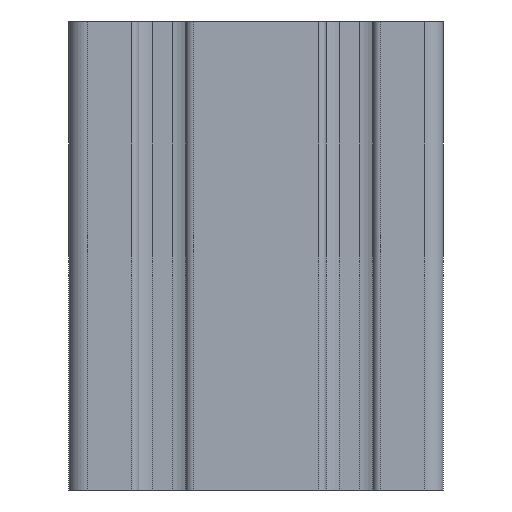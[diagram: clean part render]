
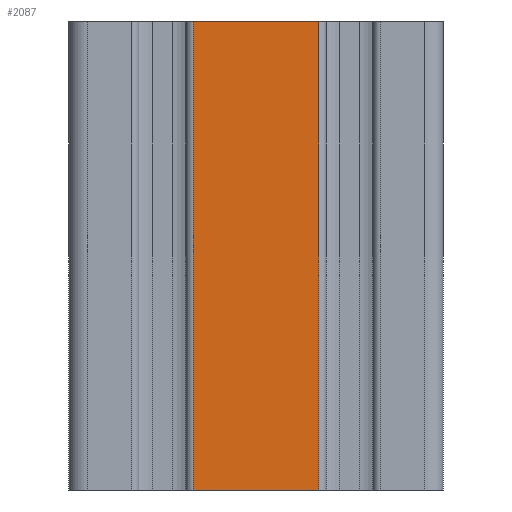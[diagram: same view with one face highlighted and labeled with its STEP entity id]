
A CAD part, left-side view. The second image highlights one B-rep face of the part: STEP entity #2087.
In plain terms, the highlighted planar face has unit normal (-1, 0, 0).
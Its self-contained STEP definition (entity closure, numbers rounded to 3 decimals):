
#23 = VECTOR ( 'NONE', #378, 1000. ) ;
#77 = EDGE_CURVE ( 'NONE', #1381, #4530, #8758, .T. ) ;
#371 = EDGE_CURVE ( 'NONE', #8428, #1381, #1419, .T. ) ;
#378 = DIRECTION ( 'NONE',  ( 0., 0., -1. ) ) ;
#748 = LINE ( 'NONE', #4847, #8585 ) ;
#957 = CARTESIAN_POINT ( 'NONE',  ( -30., 6.7, 25. ) ) ;
#1381 = VERTEX_POINT ( 'NONE', #4983 ) ;
#1419 = LINE ( 'NONE', #4219, #4283 ) ;
#1521 = AXIS2_PLACEMENT_3D ( 'NONE', #1747, #4512, #4654 ) ;
#1747 = CARTESIAN_POINT ( 'NONE',  ( -30., 6.7, 25. ) ) ;
#2087 = ADVANCED_FACE ( 'NONE', ( #5299 ), #8103, .F. ) ;
#2456 = ORIENTED_EDGE ( 'NONE', *, *, #8120, .T. ) ;
#2521 = CARTESIAN_POINT ( 'NONE',  ( -30., 6.7, -25. ) ) ;
#2801 = DIRECTION ( 'NONE',  ( 0., 0., -1. ) ) ;
#3036 = CARTESIAN_POINT ( 'NONE',  ( -30., -6.7, -25. ) ) ;
#3812 = LINE ( 'NONE', #2521, #4635 ) ;
#3916 = CARTESIAN_POINT ( 'NONE',  ( -30., -6.7, 25. ) ) ;
#3993 = DIRECTION ( 'NONE',  ( 0., -1., 0. ) ) ;
#4075 = ORIENTED_EDGE ( 'NONE', *, *, #371, .F. ) ;
#4219 = CARTESIAN_POINT ( 'NONE',  ( -30., 6.7, 25. ) ) ;
#4283 = VECTOR ( 'NONE', #8603, 1000. ) ;
#4512 = DIRECTION ( 'NONE',  ( 1., 0., 0. ) ) ;
#4530 = VERTEX_POINT ( 'NONE', #3036 ) ;
#4635 = VECTOR ( 'NONE', #3993, 1000. ) ;
#4654 = DIRECTION ( 'NONE',  ( 0., 0., -1. ) ) ;
#4847 = CARTESIAN_POINT ( 'NONE',  ( -30., 6.7, 25. ) ) ;
#4983 = CARTESIAN_POINT ( 'NONE',  ( -30., -6.7, 25. ) ) ;
#5299 = FACE_OUTER_BOUND ( 'NONE', #8902, .T. ) ;
#5572 = ORIENTED_EDGE ( 'NONE', *, *, #7389, .T. ) ;
#6498 = ORIENTED_EDGE ( 'NONE', *, *, #77, .F. ) ;
#6836 = VERTEX_POINT ( 'NONE', #8064 ) ;
#7389 = EDGE_CURVE ( 'NONE', #8428, #6836, #748, .T. ) ;
#8064 = CARTESIAN_POINT ( 'NONE',  ( -30., 6.7, -25. ) ) ;
#8103 = PLANE ( 'NONE',  #1521 ) ;
#8120 = EDGE_CURVE ( 'NONE', #6836, #4530, #3812, .T. ) ;
#8428 = VERTEX_POINT ( 'NONE', #957 ) ;
#8585 = VECTOR ( 'NONE', #2801, 1000. ) ;
#8603 = DIRECTION ( 'NONE',  ( 0., -1., 0. ) ) ;
#8758 = LINE ( 'NONE', #3916, #23 ) ;
#8902 = EDGE_LOOP ( 'NONE', ( #2456, #6498, #4075, #5572 ) ) ;
